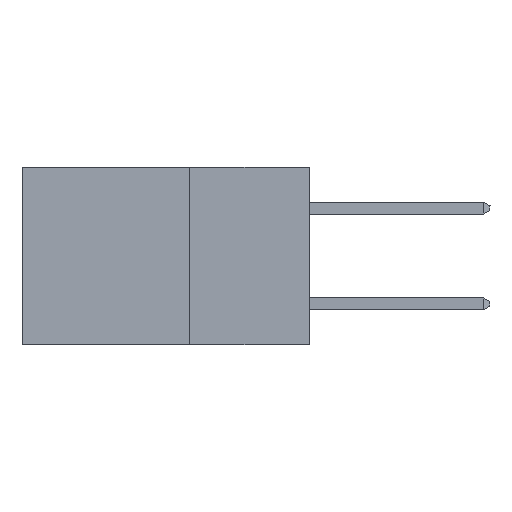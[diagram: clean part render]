
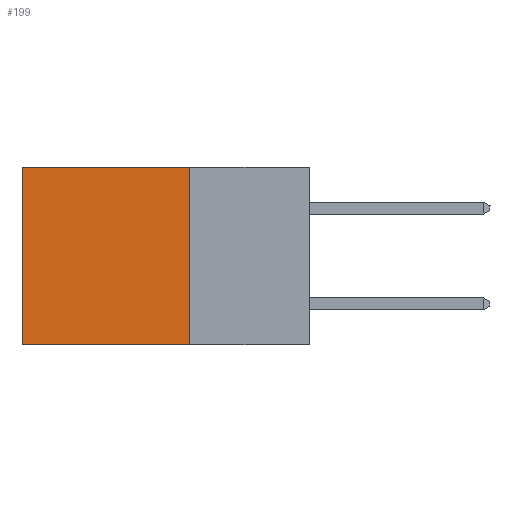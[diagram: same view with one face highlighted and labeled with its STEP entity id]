
A CAD part, left-side view. The second image highlights one B-rep face of the part: STEP entity #199.
In plain terms, the highlighted planar face has unit normal (-1, 0, 0).
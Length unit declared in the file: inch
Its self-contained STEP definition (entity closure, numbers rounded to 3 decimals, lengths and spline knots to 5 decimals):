
#199 = ADVANCED_FACE ( 'NONE', ( #5235 ), #13375, .F. ) ;
#257 = EDGE_CURVE ( 'NONE', #9851, #10779, #5546, .T. ) ;
#539 = DIRECTION ( 'NONE',  ( 0., 0., -1. ) ) ;
#715 = ORIENTED_EDGE ( 'NONE', *, *, #14810, .F. ) ;
#1123 = VECTOR ( 'NONE', #12373, 39.37008 ) ;
#1768 = LINE ( 'NONE', #7702, #1123 ) ;
#1866 = CARTESIAN_POINT ( 'NONE',  ( 0.2875, 0.25, 0. ) ) ;
#3453 = CARTESIAN_POINT ( 'NONE',  ( 0.2875, 0.6, -0.37 ) ) ;
#4139 = ORIENTED_EDGE ( 'NONE', *, *, #257, .T. ) ;
#4165 = ORIENTED_EDGE ( 'NONE', *, *, #11977, .F. ) ;
#4236 = CARTESIAN_POINT ( 'NONE',  ( 0.2875, 0.6, 0. ) ) ;
#4401 = CARTESIAN_POINT ( 'NONE',  ( 0.2875, 0.25, 0. ) ) ;
#4433 = CARTESIAN_POINT ( 'NONE',  ( 0.2875, 0.25, 0. ) ) ;
#4754 = EDGE_CURVE ( 'NONE', #12477, #9851, #14952, .T. ) ;
#5167 = DIRECTION ( 'NONE',  ( 0., 0., -1. ) ) ;
#5235 = FACE_OUTER_BOUND ( 'NONE', #5489, .T. ) ;
#5489 = EDGE_LOOP ( 'NONE', ( #4139, #4165, #715, #6136 ) ) ;
#5539 = AXIS2_PLACEMENT_3D ( 'NONE', #11380, #11298, #12518 ) ;
#5546 = LINE ( 'NONE', #4236, #9236 ) ;
#6126 = VECTOR ( 'NONE', #9328, 39.37008 ) ;
#6136 = ORIENTED_EDGE ( 'NONE', *, *, #4754, .T. ) ;
#7566 = LINE ( 'NONE', #1866, #13755 ) ;
#7702 = CARTESIAN_POINT ( 'NONE',  ( 0.2875, 0.25, -0.37 ) ) ;
#9236 = VECTOR ( 'NONE', #539, 39.37008 ) ;
#9328 = DIRECTION ( 'NONE',  ( 0., 1., 0. ) ) ;
#9434 = VERTEX_POINT ( 'NONE', #15057 ) ;
#9851 = VERTEX_POINT ( 'NONE', #10494 ) ;
#10494 = CARTESIAN_POINT ( 'NONE',  ( 0.2875, 0.6, 0. ) ) ;
#10779 = VERTEX_POINT ( 'NONE', #3453 ) ;
#11298 = DIRECTION ( 'NONE',  ( 1., 0., 0. ) ) ;
#11380 = CARTESIAN_POINT ( 'NONE',  ( 0.2875, 0.25, 0. ) ) ;
#11977 = EDGE_CURVE ( 'NONE', #9434, #10779, #1768, .T. ) ;
#12373 = DIRECTION ( 'NONE',  ( 0., 1., 0. ) ) ;
#12477 = VERTEX_POINT ( 'NONE', #4433 ) ;
#12518 = DIRECTION ( 'NONE',  ( 0., 0., -1. ) ) ;
#13375 = PLANE ( 'NONE',  #5539 ) ;
#13755 = VECTOR ( 'NONE', #5167, 39.37008 ) ;
#14810 = EDGE_CURVE ( 'NONE', #12477, #9434, #7566, .T. ) ;
#14952 = LINE ( 'NONE', #4401, #6126 ) ;
#15057 = CARTESIAN_POINT ( 'NONE',  ( 0.2875, 0.25, -0.37 ) ) ;
